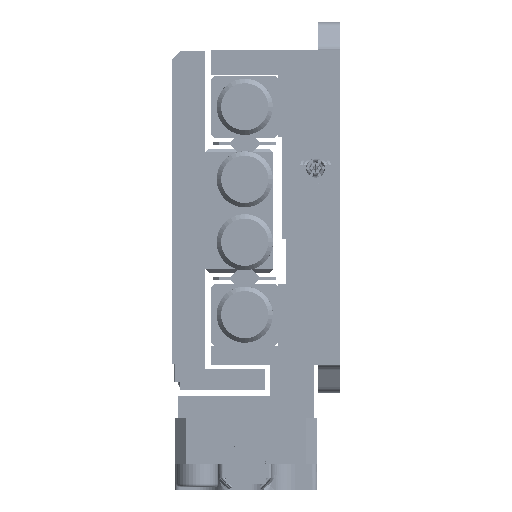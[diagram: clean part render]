
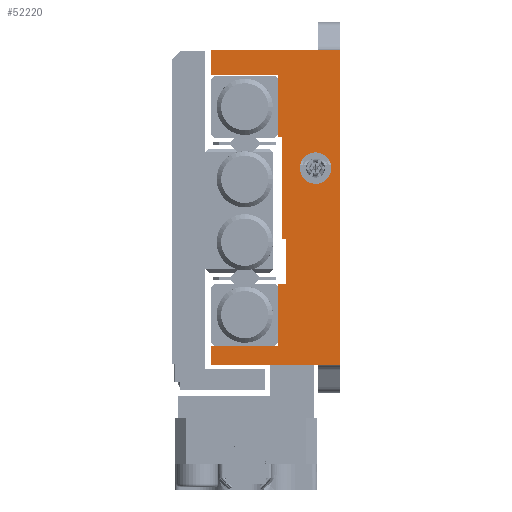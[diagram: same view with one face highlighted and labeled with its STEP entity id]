
A CAD part, left-side view. The second image highlights one B-rep face of the part: STEP entity #52220.
In plain terms, the highlighted planar face has unit normal (-1, 0, 0).
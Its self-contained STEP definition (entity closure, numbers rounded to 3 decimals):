
#466 = DIRECTION ( 'NONE',  ( 0., 0., 1. ) ) ;
#552 = CARTESIAN_POINT ( 'NONE',  ( -45., 2.2, 4.9 ) ) ;
#1973 = CARTESIAN_POINT ( 'NONE',  ( -45., 5.5, -6.8 ) ) ;
#3977 = VERTEX_POINT ( 'NONE', #9537 ) ;
#4231 = DIRECTION ( 'NONE',  ( 0., 1., 0. ) ) ;
#6176 = EDGE_CURVE ( 'NONE', #79132, #19337, #60004, .T. ) ;
#6727 = EDGE_CURVE ( 'NONE', #76888, #79132, #16671, .T. ) ;
#7103 = ORIENTED_EDGE ( 'NONE', *, *, #38009, .F. ) ;
#7108 = DIRECTION ( 'NONE',  ( 0., 0., 1. ) ) ;
#8648 = FACE_BOUND ( 'NONE', #34286, .T. ) ;
#8962 = CARTESIAN_POINT ( 'NONE',  ( -45., 5.5, -6.8 ) ) ;
#9234 = CARTESIAN_POINT ( 'NONE',  ( -45., 5.5, 14. ) ) ;
#9537 = CARTESIAN_POINT ( 'NONE',  ( -45., 11.5, 14. ) ) ;
#10173 = CARTESIAN_POINT ( 'NONE',  ( -45., 4.8, -6.8 ) ) ;
#10827 = EDGE_CURVE ( 'NONE', #3977, #60066, #74849, .T. ) ;
#11275 = EDGE_CURVE ( 'NONE', #35467, #64805, #55724, .T. ) ;
#12339 = CARTESIAN_POINT ( 'NONE',  ( -45., 5.5, -12.3 ) ) ;
#13177 = CARTESIAN_POINT ( 'NONE',  ( -45., 2.2, 3.5 ) ) ;
#13455 = LINE ( 'NONE', #18653, #37515 ) ;
#14096 = VERTEX_POINT ( 'NONE', #50335 ) ;
#16426 = CARTESIAN_POINT ( 'NONE',  ( -45., 5.5, 11.8 ) ) ;
#16434 = ORIENTED_EDGE ( 'NONE', *, *, #65981, .F. ) ;
#16574 = VECTOR ( 'NONE', #56015, 1000. ) ;
#16671 = LINE ( 'NONE', #70220, #25171 ) ;
#17539 = CARTESIAN_POINT ( 'NONE',  ( -45., 11.5, 14. ) ) ;
#18293 = CIRCLE ( 'NONE', #66573, 1.4 ) ;
#18653 = CARTESIAN_POINT ( 'NONE',  ( -45., 11.5, -14. ) ) ;
#18687 = CARTESIAN_POINT ( 'NONE',  ( -45., 5.2, 6.3 ) ) ;
#18765 = VECTOR ( 'NONE', #55676, 1000. ) ;
#18998 = CARTESIAN_POINT ( 'NONE',  ( -45., 5.5, -14. ) ) ;
#19023 = EDGE_CURVE ( 'NONE', #3977, #28011, #31351, .T. ) ;
#19270 = CARTESIAN_POINT ( 'NONE',  ( -45., 0., 14. ) ) ;
#19337 = VERTEX_POINT ( 'NONE', #22203 ) ;
#20292 = VECTOR ( 'NONE', #466, 1000. ) ;
#20374 = DIRECTION ( 'NONE',  ( 0., 0., 1. ) ) ;
#20729 = VECTOR ( 'NONE', #21185, 1000. ) ;
#21185 = DIRECTION ( 'NONE',  ( 0., -1., 0. ) ) ;
#22203 = CARTESIAN_POINT ( 'NONE',  ( -45., 5.2, -2.8 ) ) ;
#23317 = ORIENTED_EDGE ( 'NONE', *, *, #10827, .F. ) ;
#23452 = DIRECTION ( 'NONE',  ( 0., -1., 0. ) ) ;
#24952 = LINE ( 'NONE', #63413, #81985 ) ;
#25171 = VECTOR ( 'NONE', #75825, 1000. ) ;
#27498 = EDGE_CURVE ( 'NONE', #41790, #36711, #44932, .T. ) ;
#27893 = AXIS2_PLACEMENT_3D ( 'NONE', #29349, #41907, #35819 ) ;
#28011 = VERTEX_POINT ( 'NONE', #54388 ) ;
#28865 = EDGE_CURVE ( 'NONE', #82003, #41790, #24952, .T. ) ;
#29349 = CARTESIAN_POINT ( 'NONE',  ( -45., 5.5, -14. ) ) ;
#29480 = ORIENTED_EDGE ( 'NONE', *, *, #19023, .T. ) ;
#29571 = CARTESIAN_POINT ( 'NONE',  ( -45., 5.5, 6.3 ) ) ;
#31351 = LINE ( 'NONE', #17539, #46451 ) ;
#31649 = CARTESIAN_POINT ( 'NONE',  ( -45., 2.2, 3.5 ) ) ;
#31795 = VECTOR ( 'NONE', #38436, 1000. ) ;
#32137 = EDGE_CURVE ( 'NONE', #76770, #76888, #62052, .T. ) ;
#33944 = ORIENTED_EDGE ( 'NONE', *, *, #52180, .T. ) ;
#34072 = CARTESIAN_POINT ( 'NONE',  ( -45., 4.8, -2.8 ) ) ;
#34130 = ORIENTED_EDGE ( 'NONE', *, *, #45354, .F. ) ;
#34286 = EDGE_LOOP ( 'NONE', ( #74750, #7103 ) ) ;
#34782 = VECTOR ( 'NONE', #84446, 1000. ) ;
#35370 = CARTESIAN_POINT ( 'NONE',  ( -45., 5.2, 6.3 ) ) ;
#35467 = VERTEX_POINT ( 'NONE', #48117 ) ;
#35686 = ORIENTED_EDGE ( 'NONE', *, *, #6727, .F. ) ;
#35819 = DIRECTION ( 'NONE',  ( 0., 1., 0. ) ) ;
#36247 = FACE_OUTER_BOUND ( 'NONE', #76168, .T. ) ;
#36479 = AXIS2_PLACEMENT_3D ( 'NONE', #13177, #52062, #7108 ) ;
#36711 = VERTEX_POINT ( 'NONE', #16426 ) ;
#37515 = VECTOR ( 'NONE', #51928, 1000. ) ;
#37635 = CARTESIAN_POINT ( 'NONE',  ( -45., 0., -14. ) ) ;
#37713 = DIRECTION ( 'NONE',  ( -1., 0., 0. ) ) ;
#38009 = EDGE_CURVE ( 'NONE', #53592, #47895, #18293, .T. ) ;
#38436 = DIRECTION ( 'NONE',  ( 0., 0., 1. ) ) ;
#41467 = EDGE_CURVE ( 'NONE', #47895, #53592, #69580, .T. ) ;
#41790 = VERTEX_POINT ( 'NONE', #29571 ) ;
#41907 = DIRECTION ( 'NONE',  ( 1., 0., 0. ) ) ;
#42721 = LINE ( 'NONE', #35370, #18765 ) ;
#43583 = VECTOR ( 'NONE', #50107, 1000. ) ;
#43588 = EDGE_CURVE ( 'NONE', #28011, #36711, #49675, .T. ) ;
#44932 = LINE ( 'NONE', #18998, #31795 ) ;
#45354 = EDGE_CURVE ( 'NONE', #19337, #82003, #42721, .T. ) ;
#46451 = VECTOR ( 'NONE', #83587, 1000. ) ;
#47895 = VERTEX_POINT ( 'NONE', #552 ) ;
#47974 = CARTESIAN_POINT ( 'NONE',  ( -45., 2.2, 2.1 ) ) ;
#48117 = CARTESIAN_POINT ( 'NONE',  ( -45., 11.5, -14. ) ) ;
#48519 = ORIENTED_EDGE ( 'NONE', *, *, #32137, .F. ) ;
#49337 = ORIENTED_EDGE ( 'NONE', *, *, #11275, .T. ) ;
#49659 = PLANE ( 'NONE',  #27893 ) ;
#49675 = LINE ( 'NONE', #55727, #43583 ) ;
#50107 = DIRECTION ( 'NONE',  ( 0., -1., 0. ) ) ;
#50335 = CARTESIAN_POINT ( 'NONE',  ( -45., 11.5, -12.3 ) ) ;
#51272 = EDGE_CURVE ( 'NONE', #14096, #35467, #13455, .T. ) ;
#51521 = LINE ( 'NONE', #53221, #76946 ) ;
#51896 = ORIENTED_EDGE ( 'NONE', *, *, #51272, .T. ) ;
#51928 = DIRECTION ( 'NONE',  ( 0., 0., -1. ) ) ;
#52062 = DIRECTION ( 'NONE',  ( -1., 0., 0. ) ) ;
#52180 = EDGE_CURVE ( 'NONE', #65489, #14096, #58123, .T. ) ;
#52220 = ADVANCED_FACE ( 'NONE', ( #8648, #36247 ), #49659, .F. ) ;
#53221 = CARTESIAN_POINT ( 'NONE',  ( -45., 0., -14. ) ) ;
#53592 = VERTEX_POINT ( 'NONE', #47974 ) ;
#54388 = CARTESIAN_POINT ( 'NONE',  ( -45., 11.5, 11.8 ) ) ;
#55676 = DIRECTION ( 'NONE',  ( 0., 0., 1. ) ) ;
#55724 = LINE ( 'NONE', #61353, #20729 ) ;
#55727 = CARTESIAN_POINT ( 'NONE',  ( -45., 5.5, 11.8 ) ) ;
#56015 = DIRECTION ( 'NONE',  ( 0., -1., 0. ) ) ;
#57989 = DIRECTION ( 'NONE',  ( 0., 0., 1. ) ) ;
#58123 = LINE ( 'NONE', #12339, #34782 ) ;
#58589 = CARTESIAN_POINT ( 'NONE',  ( -45., 5.5, -12.3 ) ) ;
#59818 = ORIENTED_EDGE ( 'NONE', *, *, #28865, .F. ) ;
#60004 = LINE ( 'NONE', #73366, #69358 ) ;
#60066 = VERTEX_POINT ( 'NONE', #19270 ) ;
#61353 = CARTESIAN_POINT ( 'NONE',  ( -45., 5.5, -14. ) ) ;
#62052 = LINE ( 'NONE', #8962, #16574 ) ;
#63413 = CARTESIAN_POINT ( 'NONE',  ( -45., 5.5, 6.3 ) ) ;
#64805 = VERTEX_POINT ( 'NONE', #37635 ) ;
#65489 = VERTEX_POINT ( 'NONE', #58589 ) ;
#65981 = EDGE_CURVE ( 'NONE', #65489, #76770, #79497, .T. ) ;
#65992 = ORIENTED_EDGE ( 'NONE', *, *, #66755, .T. ) ;
#66573 = AXIS2_PLACEMENT_3D ( 'NONE', #31649, #37713, #57989 ) ;
#66755 = EDGE_CURVE ( 'NONE', #64805, #60066, #51521, .T. ) ;
#69358 = VECTOR ( 'NONE', #74635, 1000. ) ;
#69580 = CIRCLE ( 'NONE', #36479, 1.4 ) ;
#70220 = CARTESIAN_POINT ( 'NONE',  ( -45., 4.8, -6.8 ) ) ;
#73366 = CARTESIAN_POINT ( 'NONE',  ( -45., 4.8, -2.8 ) ) ;
#73877 = CARTESIAN_POINT ( 'NONE',  ( -45., 5.5, -14. ) ) ;
#74635 = DIRECTION ( 'NONE',  ( 0., 1., 0. ) ) ;
#74750 = ORIENTED_EDGE ( 'NONE', *, *, #41467, .F. ) ;
#74849 = LINE ( 'NONE', #9234, #81330 ) ;
#75825 = DIRECTION ( 'NONE',  ( 0., 0., 1. ) ) ;
#76168 = EDGE_LOOP ( 'NONE', ( #35686, #48519, #16434, #33944, #51896, #49337, #65992, #23317, #29480, #83306, #82545, #59818, #34130, #78698 ) ) ;
#76770 = VERTEX_POINT ( 'NONE', #1973 ) ;
#76888 = VERTEX_POINT ( 'NONE', #10173 ) ;
#76946 = VECTOR ( 'NONE', #20374, 1000. ) ;
#78698 = ORIENTED_EDGE ( 'NONE', *, *, #6176, .F. ) ;
#79132 = VERTEX_POINT ( 'NONE', #34072 ) ;
#79497 = LINE ( 'NONE', #73877, #20292 ) ;
#81330 = VECTOR ( 'NONE', #23452, 1000. ) ;
#81985 = VECTOR ( 'NONE', #4231, 1000. ) ;
#82003 = VERTEX_POINT ( 'NONE', #18687 ) ;
#82545 = ORIENTED_EDGE ( 'NONE', *, *, #27498, .F. ) ;
#83306 = ORIENTED_EDGE ( 'NONE', *, *, #43588, .T. ) ;
#83587 = DIRECTION ( 'NONE',  ( 0., 0., -1. ) ) ;
#84446 = DIRECTION ( 'NONE',  ( 0., 1., 0. ) ) ;
